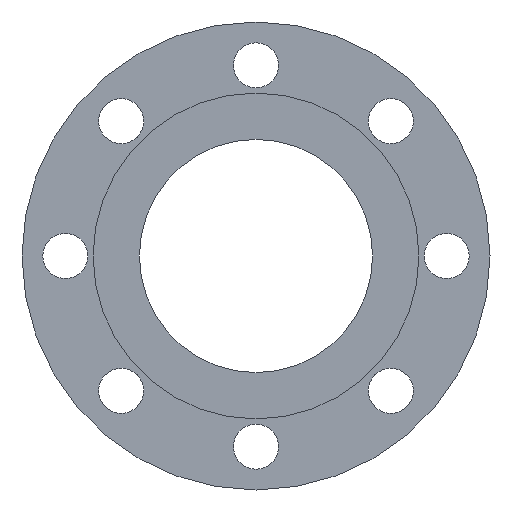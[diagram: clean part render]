
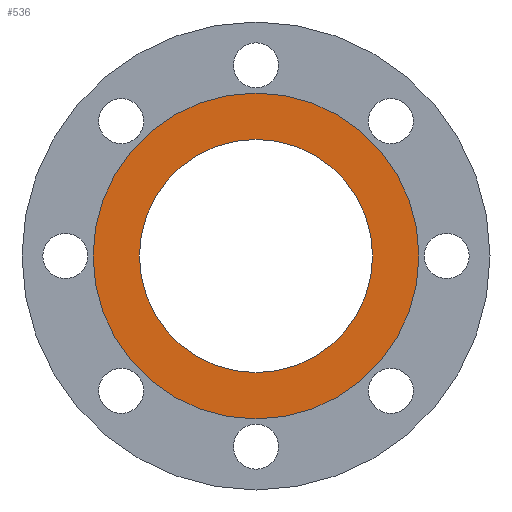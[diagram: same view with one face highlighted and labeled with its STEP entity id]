
A CAD part, front view. The second image highlights one B-rep face of the part: STEP entity #536.
In plain terms, the highlighted planar face has unit normal (0, -1, 0).
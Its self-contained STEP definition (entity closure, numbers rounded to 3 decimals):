
#9 = EDGE_LOOP ( 'NONE', ( #848, #725 ) ) ;
#45 = EDGE_CURVE ( 'NONE', #525, #77, #907, .T. ) ;
#77 = VERTEX_POINT ( 'NONE', #484 ) ;
#121 = CIRCLE ( 'NONE', #329, 67.25 ) ;
#122 = DIRECTION ( 'NONE',  ( 0., -1., 0. ) ) ;
#150 = EDGE_CURVE ( 'NONE', #77, #525, #466, .T. ) ;
#187 = CARTESIAN_POINT ( 'NONE',  ( 0., 0., 0. ) ) ;
#212 = CARTESIAN_POINT ( 'NONE',  ( 0., 0., -67.25 ) ) ;
#264 = CIRCLE ( 'NONE', #383, 67.25 ) ;
#272 = ORIENTED_EDGE ( 'NONE', *, *, #366, .T. ) ;
#305 = CARTESIAN_POINT ( 'NONE',  ( 0., 0., 67.25 ) ) ;
#317 = ORIENTED_EDGE ( 'NONE', *, *, #1032, .T. ) ;
#329 = AXIS2_PLACEMENT_3D ( 'NONE', #187, #815, #545 ) ;
#366 = EDGE_CURVE ( 'NONE', #1148, #876, #121, .T. ) ;
#383 = AXIS2_PLACEMENT_3D ( 'NONE', #416, #1124, #1041 ) ;
#406 = FACE_BOUND ( 'NONE', #881, .T. ) ;
#416 = CARTESIAN_POINT ( 'NONE',  ( 0., 0., 0. ) ) ;
#432 = DIRECTION ( 'NONE',  ( 0., 1., 0. ) ) ;
#466 = CIRCLE ( 'NONE', #902, 94. ) ;
#484 = CARTESIAN_POINT ( 'NONE',  ( 0., 0., -94. ) ) ;
#525 = VERTEX_POINT ( 'NONE', #676 ) ;
#536 = ADVANCED_FACE ( 'NONE', ( #406, #669 ), #845, .T. ) ;
#545 = DIRECTION ( 'NONE',  ( 0., 0., 1. ) ) ;
#665 = DIRECTION ( 'NONE',  ( 0., 0., 1. ) ) ;
#669 = FACE_OUTER_BOUND ( 'NONE', #9, .T. ) ;
#671 = DIRECTION ( 'NONE',  ( 0., 0., 1. ) ) ;
#676 = CARTESIAN_POINT ( 'NONE',  ( 0., 0., 94. ) ) ;
#725 = ORIENTED_EDGE ( 'NONE', *, *, #150, .F. ) ;
#752 = CARTESIAN_POINT ( 'NONE',  ( 0., 0., 0. ) ) ;
#815 = DIRECTION ( 'NONE',  ( 0., 1., 0. ) ) ;
#845 = PLANE ( 'NONE',  #883 ) ;
#848 = ORIENTED_EDGE ( 'NONE', *, *, #45, .F. ) ;
#866 = CARTESIAN_POINT ( 'NONE',  ( 0., 0., 0. ) ) ;
#876 = VERTEX_POINT ( 'NONE', #212 ) ;
#881 = EDGE_LOOP ( 'NONE', ( #272, #317 ) ) ;
#883 = AXIS2_PLACEMENT_3D ( 'NONE', #305, #122, #1029 ) ;
#885 = CARTESIAN_POINT ( 'NONE',  ( 0., 0., 67.25 ) ) ;
#902 = AXIS2_PLACEMENT_3D ( 'NONE', #752, #924, #665 ) ;
#907 = CIRCLE ( 'NONE', #1060, 94. ) ;
#924 = DIRECTION ( 'NONE',  ( 0., 1., 0. ) ) ;
#1029 = DIRECTION ( 'NONE',  ( 0., 0., -1. ) ) ;
#1032 = EDGE_CURVE ( 'NONE', #876, #1148, #264, .T. ) ;
#1041 = DIRECTION ( 'NONE',  ( 0., 0., 1. ) ) ;
#1060 = AXIS2_PLACEMENT_3D ( 'NONE', #866, #432, #671 ) ;
#1124 = DIRECTION ( 'NONE',  ( 0., 1., 0. ) ) ;
#1148 = VERTEX_POINT ( 'NONE', #885 ) ;
